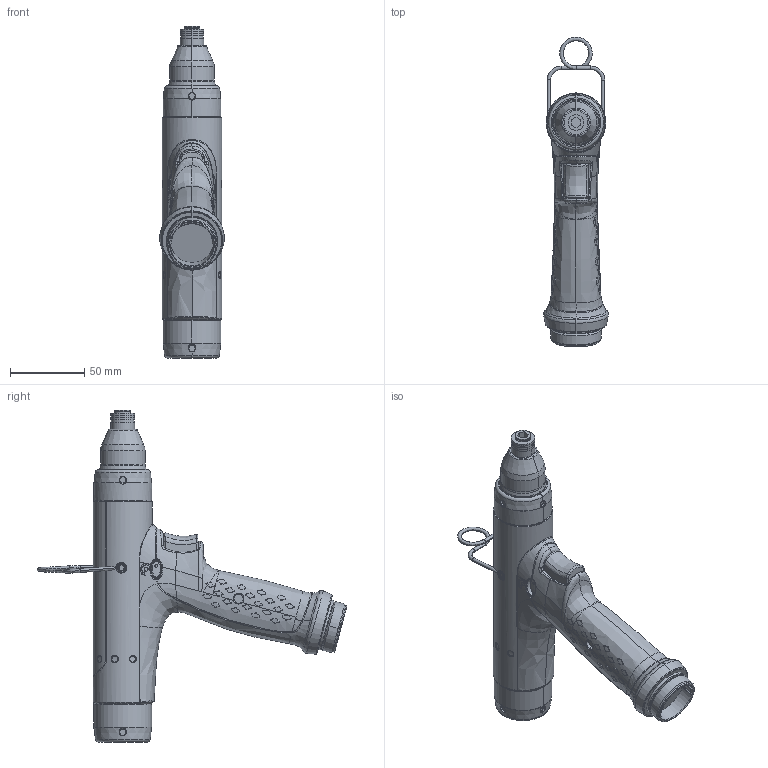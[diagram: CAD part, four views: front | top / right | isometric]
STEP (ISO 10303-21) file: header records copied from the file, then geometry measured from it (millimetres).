
FILE_DESCRIPTION((''),'2;1');
FILE_NAME('EXT_COMP_SW0008','2021-07-01T16:07:35',('INEVDh'),(''),'CREO PARAMETRIC BY PTC INC, 2020281','CREO PARAMETRIC BY PTC INC, 2020281','');
FILE_SCHEMA(('CONFIG_CONTROL_DESIGN'));
Products named in the file (1): EXT_COMP_SW0008
Bounding box: 43.61 x 208.73 x 223.71 mm (x, y, z)
Volume: 387784 mm3; surface area: 50092.7 mm2
Topology: 2 solids, 2 shells, 964 faces, 2393 edges, 1511 vertices
Faces by surface type: bspline 606, cylinder 122, plane 101, cone 73, torus 54, revolution 6, extrusion 2
Entity records: 74676 total; most frequent: CARTESIAN_POINT 56487, ORIENTED_EDGE 4786, EDGE_CURVE 2393, DIRECTION 1915, B_SPLINE_CURVE_WITH_KNOTS 1554, VERTEX_POINT 1511, EDGE_LOOP 1046, FACE_OUTER_BOUND 964
